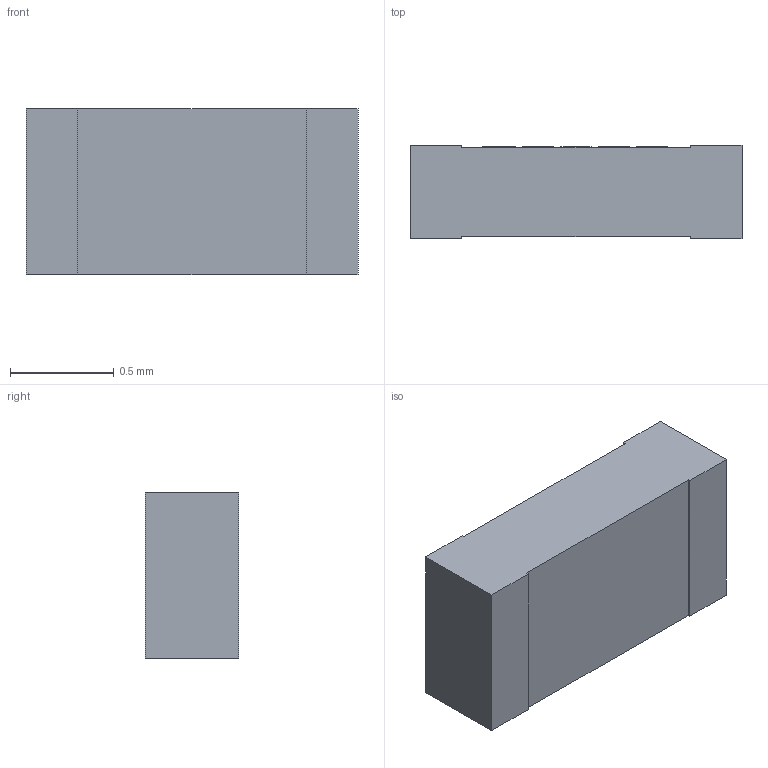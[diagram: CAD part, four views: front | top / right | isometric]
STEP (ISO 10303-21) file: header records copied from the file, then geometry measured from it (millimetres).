
FILE_DESCRIPTION((''),'2;1');
FILE_NAME('RSMD-0603_L1-6_W0-8_H0-45','2020-05-30T',('Dragos'),(''),'PRO/ENGINEER BY PARAMETRIC TECHNOLOGY CORPORATION, 2004440','PRO/ENGINEER BY PARAMETRIC TECHNOLOGY CORPORATION, 2004440','');
FILE_SCHEMA(('AUTOMOTIVE_DESIGN { 1 0 10303 214 1 1 1 1 }'));
Length unit declared in the file: millimetre
Products named in the file (1): RSMD-0603_L1-6_W0-8_H0-45
Bounding box: 1.6 x 0.45 x 0.8 mm (x, y, z)
Volume: 0.6 mm3; surface area: 4.7 mm2
Topology: 1 solids, 1 shells, 254 faces, 729 edges, 486 vertices
Faces by surface type: plane 254
Entity records: 10620 total; most frequent: CARTESIAN_POINT 1471, ORIENTED_EDGE 1458, DIRECTION 1239, PRESENTATION_STYLE_ASSIGNMENT 751, STYLED_ITEM 731, CURVE_STYLE 730, VECTOR 729, LINE 729
